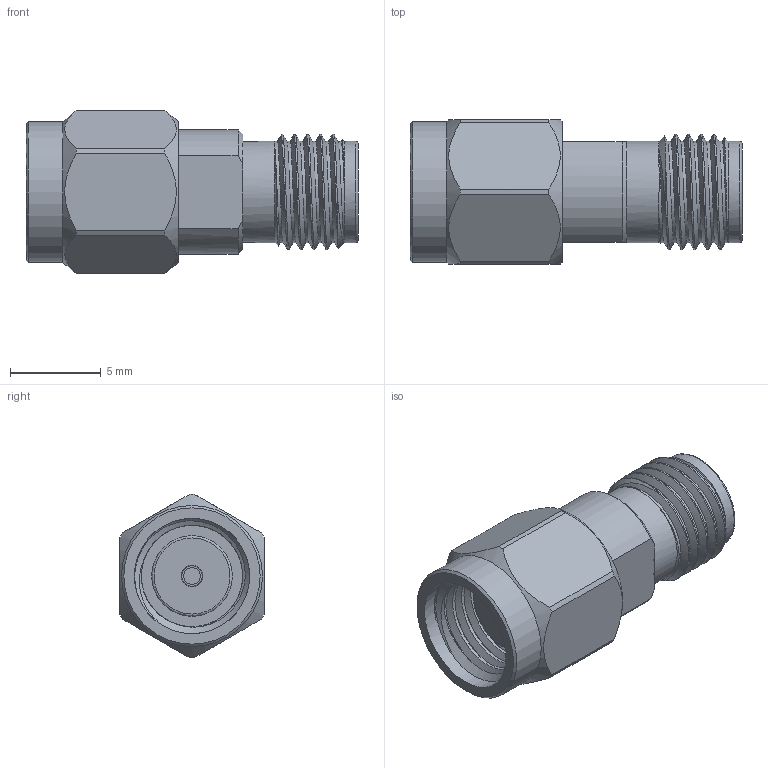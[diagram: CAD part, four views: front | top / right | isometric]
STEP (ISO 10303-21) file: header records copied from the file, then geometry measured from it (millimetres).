
FILE_DESCRIPTION (( 'STEP AP203' ), '1' );
FILE_NAME ('SM4973_3D.step', '2020-10-30T16:53:00', ( '' ), ( '' ), 'SwSTEP 2.0', 'SolidWorks 2018', '' );
FILE_SCHEMA (( 'CONFIG_CONTROL_DESIGN' ));
Length unit declared in the file: inch
Products named in the file (1): SM4973_3D
Bounding box: 18.29 x 7.94 x 8.99 mm (x, y, z)
Volume: 575.2 mm3; surface area: 817.6 mm2
Topology: 1 solids, 2 shells, 98 faces, 263 edges, 176 vertices
Faces by surface type: plane 45, cylinder 30, cone 15, bspline 7, torus 1
Full cylindrical faces by diameter (mm): 0.406 x1, 0.914 x1, 0.94 x1, 1.194 x2, 4.445 x1, 4.572 x1, 5.582 x2, 6.35 x6, 6.858 x1, 7.112 x1, 7.762 x1
Entity records: 6233 total; most frequent: CARTESIAN_POINT 4126, ORIENTED_EDGE 456, DIRECTION 366, EDGE_CURVE 228, VERTEX_POINT 166, AXIS2_PLACEMENT_3D 155, EDGE_LOOP 118, FACE_OUTER_BOUND 107
